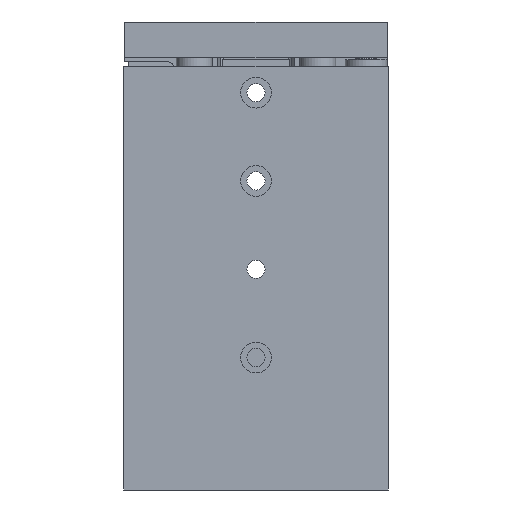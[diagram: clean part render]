
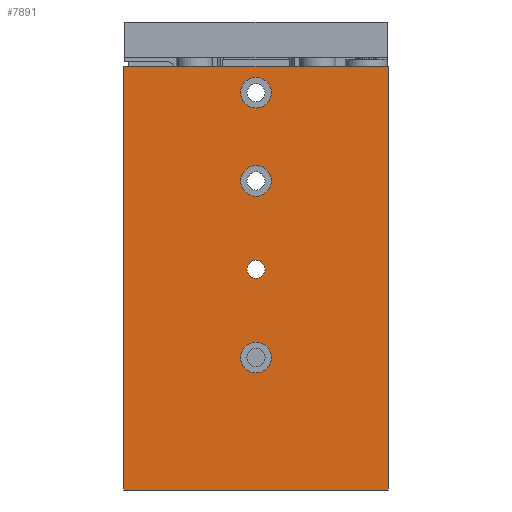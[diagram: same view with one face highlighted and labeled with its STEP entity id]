
A CAD part, front view. The second image highlights one B-rep face of the part: STEP entity #7891.
In plain terms, the highlighted planar face has unit normal (0, -1, 0).
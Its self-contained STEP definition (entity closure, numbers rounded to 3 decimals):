
#89=LINE('',#11547,#539);
#123=LINE('',#11623,#573);
#145=LINE('',#11715,#595);
#146=LINE('',#11725,#596);
#539=VECTOR('',#9277,1000.);
#573=VECTOR('',#9329,1000.);
#595=VECTOR('',#9399,1000.);
#596=VECTOR('',#9410,1000.);
#986=PLANE('',#8373);
#1280=ORIENTED_EDGE('',*,*,#3123,.F.);
#1281=ORIENTED_EDGE('',*,*,#3124,.F.);
#1282=ORIENTED_EDGE('',*,*,#3125,.F.);
#1283=ORIENTED_EDGE('',*,*,#3126,.F.);
#1284=ORIENTED_EDGE('',*,*,#3042,.F.);
#1285=ORIENTED_EDGE('',*,*,#3122,.F.);
#1286=ORIENTED_EDGE('',*,*,#3080,.T.);
#1287=ORIENTED_EDGE('',*,*,#3127,.T.);
#3042=EDGE_CURVE('',#3970,#3971,#89,.T.);
#3080=EDGE_CURVE('',#4004,#4003,#123,.T.);
#3122=EDGE_CURVE('',#4004,#3970,#145,.T.);
#3123=EDGE_CURVE('',#4040,#4040,#4656,.T.);
#3124=EDGE_CURVE('',#4041,#4041,#4657,.T.);
#3125=EDGE_CURVE('',#4042,#4042,#4658,.T.);
#3126=EDGE_CURVE('',#4043,#4043,#4659,.T.);
#3127=EDGE_CURVE('',#4003,#3971,#146,.T.);
#3970=VERTEX_POINT('',#11546);
#3971=VERTEX_POINT('',#11548);
#4003=VERTEX_POINT('',#11622);
#4004=VERTEX_POINT('',#11624);
#4040=VERTEX_POINT('',#11718);
#4041=VERTEX_POINT('',#11720);
#4042=VERTEX_POINT('',#11722);
#4043=VERTEX_POINT('',#11724);
#4656=CIRCLE('',#8374,2.067);
#4657=CIRCLE('',#8375,3.5);
#4658=CIRCLE('',#8376,3.5);
#4659=CIRCLE('',#8377,3.5);
#5104=EDGE_LOOP('',(#1280));
#5105=EDGE_LOOP('',(#1281));
#5106=EDGE_LOOP('',(#1282));
#5107=EDGE_LOOP('',(#1283));
#5108=EDGE_LOOP('',(#1284,#1285,#1286,#1287));
#5734=FACE_BOUND('',#5104,.T.);
#5735=FACE_BOUND('',#5105,.T.);
#5736=FACE_BOUND('',#5106,.T.);
#5737=FACE_BOUND('',#5107,.T.);
#5738=FACE_BOUND('',#5108,.T.);
#7891=ADVANCED_FACE('',(#5734,#5735,#5736,#5737,#5738),#986,.T.);
#8373=AXIS2_PLACEMENT_3D('',#11716,#9400,#9401);
#8374=AXIS2_PLACEMENT_3D('',#11717,#9402,#9403);
#8375=AXIS2_PLACEMENT_3D('',#11719,#9404,#9405);
#8376=AXIS2_PLACEMENT_3D('',#11721,#9406,#9407);
#8377=AXIS2_PLACEMENT_3D('',#11723,#9408,#9409);
#9277=DIRECTION('',(1.,0.,0.));
#9329=DIRECTION('',(1.,0.,0.));
#9399=DIRECTION('',(0.,0.,1.));
#9400=DIRECTION('',(0.,-1.,0.));
#9401=DIRECTION('',(0.,0.,-1.));
#9402=DIRECTION('',(0.,-1.,0.));
#9403=DIRECTION('',(0.,0.,-1.));
#9404=DIRECTION('',(0.,-1.,0.));
#9405=DIRECTION('',(0.,0.,-1.));
#9406=DIRECTION('',(0.,-1.,0.));
#9407=DIRECTION('',(0.,0.,-1.));
#9408=DIRECTION('',(0.,-1.,0.));
#9409=DIRECTION('',(0.,0.,-1.));
#9410=DIRECTION('',(0.,0.,1.));
#11546=CARTESIAN_POINT('',(-30.,0.,0.));
#11547=CARTESIAN_POINT('',(-30.,0.,0.));
#11548=CARTESIAN_POINT('',(30.,0.,0.));
#11622=CARTESIAN_POINT('',(30.,0.,-96.));
#11623=CARTESIAN_POINT('',(-30.,0.,-96.));
#11624=CARTESIAN_POINT('',(-30.,0.,-96.));
#11715=CARTESIAN_POINT('',(-30.,0.,-96.));
#11716=CARTESIAN_POINT('',(-30.,0.,-96.));
#11717=CARTESIAN_POINT('',(0.,0.,-46.));
#11718=CARTESIAN_POINT('',(0.,0.,-48.067));
#11719=CARTESIAN_POINT('',(0.,0.,-26.));
#11720=CARTESIAN_POINT('',(0.,0.,-29.5));
#11721=CARTESIAN_POINT('',(0.,0.,-66.));
#11722=CARTESIAN_POINT('',(0.,0.,-69.5));
#11723=CARTESIAN_POINT('',(0.,0.,-6.));
#11724=CARTESIAN_POINT('',(0.,0.,-9.5));
#11725=CARTESIAN_POINT('',(30.,0.,-96.));
